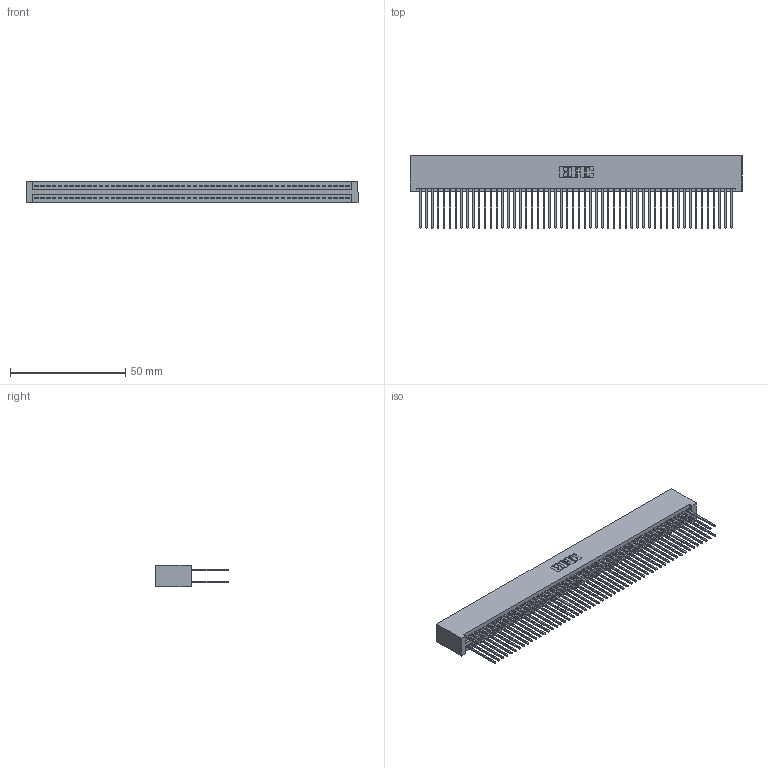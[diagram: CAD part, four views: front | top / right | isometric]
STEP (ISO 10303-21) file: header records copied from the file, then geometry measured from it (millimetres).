
FILE_DESCRIPTION (( 'STEP AP203' ), '1' );
FILE_NAME ('345-108-542-201.STEP', '2018-10-07T06:36:06', ( '' ), ( '' ), 'SwSTEP 2.0', 'SolidWorks 2016', '' );
FILE_SCHEMA (( 'CONFIG_CONTROL_DESIGN' ));
Length unit declared in the file: inch
Products named in the file (3): 345-292-001_345-293-142; 345-108-542-201; 345 Part_No Mounting Lugs
Assembly tree (109 placements, depth 2):
  345-108-542-201
    345 Part_No Mounting Lugs
    345-292-001_345-293-142  x108
Bounding box: 143.76 x 31.29 x 9.4 mm (x, y, z)
Volume: 15196.1 mm3; surface area: 25350.9 mm2
Topology: 109 solids, 109 shells, 5518 faces, 16409 edges, 10794 vertices
Faces by surface type: plane 3640, cylinder 1878
Entity records: 40495 total; most frequent: CARTESIAN_POINT 6776, ORIENTED_EDGE 6710, DIRECTION 5955, EDGE_CURVE 3355, VECTOR 3015, LINE 3015, VERTEX_POINT 2234, AXIS2_PLACEMENT_3D 1470
